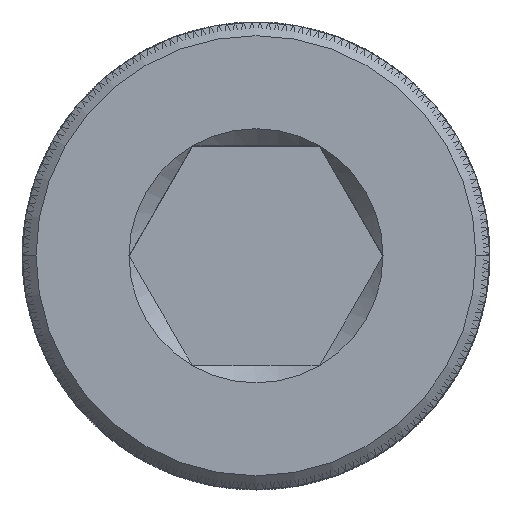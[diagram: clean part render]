
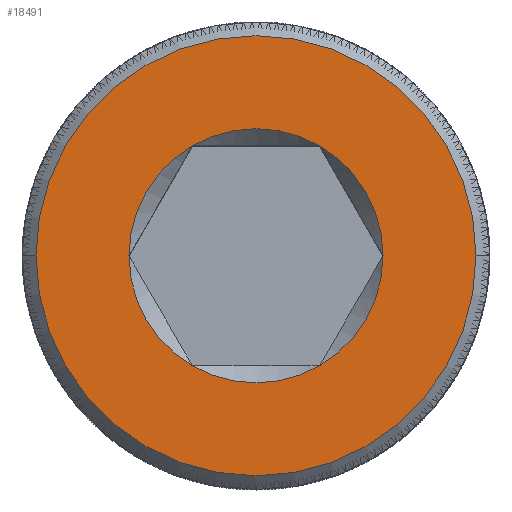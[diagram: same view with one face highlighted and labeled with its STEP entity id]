
A CAD part, top view. The second image highlights one B-rep face of the part: STEP entity #18491.
In plain terms, the highlighted planar face has unit normal (0, 0, 1).
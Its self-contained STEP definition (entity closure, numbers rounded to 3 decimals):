
#697 = DIRECTION ( 'NONE',  ( -1., 0., 0. ) ) ;
#876 = DIRECTION ( 'NONE',  ( 1., 0., 0. ) ) ;
#964 = CARTESIAN_POINT ( 'NONE',  ( 0., 0., 30. ) ) ;
#1004 = CARTESIAN_POINT ( 'NONE',  ( 0., 0., 30. ) ) ;
#2139 = CARTESIAN_POINT ( 'NONE',  ( -2.309, 0., 30. ) ) ;
#2145 = VERTEX_POINT ( 'NONE', #15757 ) ;
#2492 = AXIS2_PLACEMENT_3D ( 'NONE', #23289, #2599, #697 ) ;
#2599 = DIRECTION ( 'NONE',  ( 0., 0., -1. ) ) ;
#2967 = EDGE_CURVE ( 'NONE', #21369, #10676, #5051, .T. ) ;
#2985 = VERTEX_POINT ( 'NONE', #21374 ) ;
#4151 = FACE_BOUND ( 'NONE', #24650, .T. ) ;
#4670 = CARTESIAN_POINT ( 'NONE',  ( 2.309, 0., 30. ) ) ;
#4894 = EDGE_CURVE ( 'NONE', #22739, #10767, #13903, .T. ) ;
#5051 = CIRCLE ( 'NONE', #6122, 4. ) ;
#5260 = EDGE_CURVE ( 'NONE', #24550, #2985, #20294, .T. ) ;
#6122 = AXIS2_PLACEMENT_3D ( 'NONE', #1004, #17254, #19664 ) ;
#6456 = DIRECTION ( 'NONE',  ( 0., 0., 1. ) ) ;
#6692 = CARTESIAN_POINT ( 'NONE',  ( 4., 0., 30. ) ) ;
#6992 = AXIS2_PLACEMENT_3D ( 'NONE', #20690, #6456, #20767 ) ;
#7388 = FACE_OUTER_BOUND ( 'NONE', #12529, .T. ) ;
#7407 = EDGE_CURVE ( 'NONE', #2985, #8410, #25032, .T. ) ;
#8361 = CARTESIAN_POINT ( 'NONE',  ( 0., 0., 30. ) ) ;
#8410 = VERTEX_POINT ( 'NONE', #4670 ) ;
#8623 = DIRECTION ( 'NONE',  ( 1., 0., 0. ) ) ;
#9931 = AXIS2_PLACEMENT_3D ( 'NONE', #964, #21336, #876 ) ;
#9979 = AXIS2_PLACEMENT_3D ( 'NONE', #14950, #15223, #17377 ) ;
#10406 = DIRECTION ( 'NONE',  ( 1., 0., 0. ) ) ;
#10676 = VERTEX_POINT ( 'NONE', #26500 ) ;
#10767 = VERTEX_POINT ( 'NONE', #2139 ) ;
#10809 = EDGE_CURVE ( 'NONE', #10676, #21369, #11814, .T. ) ;
#11246 = AXIS2_PLACEMENT_3D ( 'NONE', #21492, #13343, #21589 ) ;
#11330 = EDGE_CURVE ( 'NONE', #2145, #22739, #16636, .T. ) ;
#11729 = ORIENTED_EDGE ( 'NONE', *, *, #10809, .F. ) ;
#11814 = CIRCLE ( 'NONE', #2492, 4. ) ;
#12529 = EDGE_LOOP ( 'NONE', ( #11729, #15306 ) ) ;
#13343 = DIRECTION ( 'NONE',  ( 0., 0., 1. ) ) ;
#13903 = CIRCLE ( 'NONE', #9931, 2.309 ) ;
#13914 = EDGE_CURVE ( 'NONE', #10767, #24550, #16861, .T. ) ;
#13924 = CARTESIAN_POINT ( 'NONE',  ( -1.155, 2., 30. ) ) ;
#14124 = CIRCLE ( 'NONE', #22360, 2.309 ) ;
#14683 = ORIENTED_EDGE ( 'NONE', *, *, #7407, .F. ) ;
#14950 = CARTESIAN_POINT ( 'NONE',  ( 0., 0., 30. ) ) ;
#15223 = DIRECTION ( 'NONE',  ( 0., 0., 1. ) ) ;
#15306 = ORIENTED_EDGE ( 'NONE', *, *, #2967, .F. ) ;
#15672 = PLANE ( 'NONE',  #11246 ) ;
#15757 = CARTESIAN_POINT ( 'NONE',  ( 1.155, 2., 30. ) ) ;
#15977 = DIRECTION ( 'NONE',  ( 0., 0., 1. ) ) ;
#16424 = CARTESIAN_POINT ( 'NONE',  ( -1.155, -2., 30. ) ) ;
#16475 = DIRECTION ( 'NONE',  ( 0., 0., 1. ) ) ;
#16564 = ORIENTED_EDGE ( 'NONE', *, *, #25553, .F. ) ;
#16636 = CIRCLE ( 'NONE', #6992, 2.309 ) ;
#16861 = CIRCLE ( 'NONE', #16990, 2.309 ) ;
#16990 = AXIS2_PLACEMENT_3D ( 'NONE', #18124, #15977, #22164 ) ;
#17254 = DIRECTION ( 'NONE',  ( 0., 0., -1. ) ) ;
#17377 = DIRECTION ( 'NONE',  ( 1., 0., 0. ) ) ;
#18124 = CARTESIAN_POINT ( 'NONE',  ( 0., 0., 30. ) ) ;
#18491 = ADVANCED_FACE ( 'NONE', ( #4151, #7388 ), #15672, .T. ) ;
#19664 = DIRECTION ( 'NONE',  ( -1., 0., 0. ) ) ;
#20294 = CIRCLE ( 'NONE', #22121, 2.309 ) ;
#20500 = CARTESIAN_POINT ( 'NONE',  ( 0., 0., 30. ) ) ;
#20690 = CARTESIAN_POINT ( 'NONE',  ( 0., 0., 30. ) ) ;
#20767 = DIRECTION ( 'NONE',  ( 1., 0., 0. ) ) ;
#20780 = ORIENTED_EDGE ( 'NONE', *, *, #13914, .F. ) ;
#21336 = DIRECTION ( 'NONE',  ( 0., 0., 1. ) ) ;
#21369 = VERTEX_POINT ( 'NONE', #6692 ) ;
#21374 = CARTESIAN_POINT ( 'NONE',  ( 1.155, -2., 30. ) ) ;
#21492 = CARTESIAN_POINT ( 'NONE',  ( 0., 0., 30. ) ) ;
#21589 = DIRECTION ( 'NONE',  ( 1., 0., 0. ) ) ;
#22025 = ORIENTED_EDGE ( 'NONE', *, *, #4894, .F. ) ;
#22077 = ORIENTED_EDGE ( 'NONE', *, *, #5260, .F. ) ;
#22121 = AXIS2_PLACEMENT_3D ( 'NONE', #20500, #16475, #10406 ) ;
#22164 = DIRECTION ( 'NONE',  ( 1., 0., 0. ) ) ;
#22360 = AXIS2_PLACEMENT_3D ( 'NONE', #8361, #23023, #8623 ) ;
#22739 = VERTEX_POINT ( 'NONE', #13924 ) ;
#23023 = DIRECTION ( 'NONE',  ( 0., 0., 1. ) ) ;
#23289 = CARTESIAN_POINT ( 'NONE',  ( 0., 0., 30. ) ) ;
#24550 = VERTEX_POINT ( 'NONE', #16424 ) ;
#24650 = EDGE_LOOP ( 'NONE', ( #16564, #14683, #22077, #20780, #22025, #25610 ) ) ;
#25032 = CIRCLE ( 'NONE', #9979, 2.309 ) ;
#25553 = EDGE_CURVE ( 'NONE', #8410, #2145, #14124, .T. ) ;
#25610 = ORIENTED_EDGE ( 'NONE', *, *, #11330, .F. ) ;
#26500 = CARTESIAN_POINT ( 'NONE',  ( -4., 0., 30. ) ) ;
